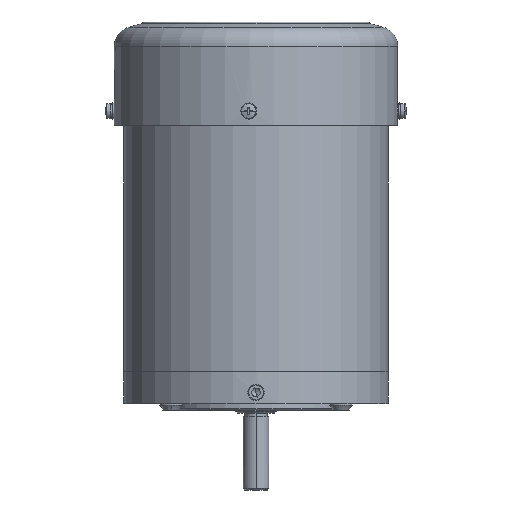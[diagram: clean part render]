
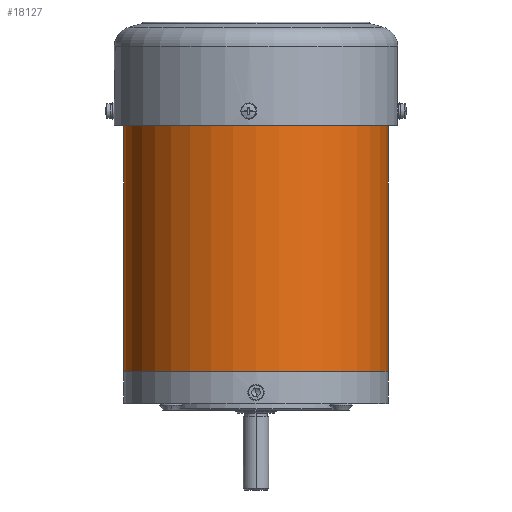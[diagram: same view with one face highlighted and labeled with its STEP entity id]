
A CAD part, front view. The second image highlights one B-rep face of the part: STEP entity #18127.
In plain terms, the highlighted cylindrical face has radius 82 mm (diameter 164 mm), a partial arc.
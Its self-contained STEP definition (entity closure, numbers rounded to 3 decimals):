
#67 = LINE ( 'NONE', #13650, #27509 ) ;
#3050 = CIRCLE ( 'NONE', #41205, 82. ) ;
#4131 = VERTEX_POINT ( 'NONE', #45452 ) ;
#5959 = EDGE_CURVE ( 'NONE', #36745, #46064, #3050, .T. ) ;
#11452 = DIRECTION ( 'NONE',  ( 0., 0., 1. ) ) ;
#13650 = CARTESIAN_POINT ( 'NONE',  ( -82., 0., 155. ) ) ;
#14052 = DIRECTION ( 'NONE',  ( 0., 0., 1. ) ) ;
#14341 = CARTESIAN_POINT ( 'NONE',  ( 82., 0., 155. ) ) ;
#14868 = ORIENTED_EDGE ( 'NONE', *, *, #36170, .F. ) ;
#15508 = EDGE_CURVE ( 'NONE', #19740, #4131, #34075, .T. ) ;
#16352 = CARTESIAN_POINT ( 'NONE',  ( 0., 0., 155. ) ) ;
#18127 = ADVANCED_FACE ( 'NONE', ( #24289 ), #23154, .T. ) ;
#19740 = VERTEX_POINT ( 'NONE', #37989 ) ;
#20976 = ORIENTED_EDGE ( 'NONE', *, *, #15508, .F. ) ;
#21969 = AXIS2_PLACEMENT_3D ( 'NONE', #16352, #34334, #37826 ) ;
#22575 = EDGE_CURVE ( 'NONE', #19740, #36745, #67, .T. ) ;
#23154 = CYLINDRICAL_SURFACE ( 'NONE', #21969, 82. ) ;
#23708 = ORIENTED_EDGE ( 'NONE', *, *, #22575, .T. ) ;
#24038 = LINE ( 'NONE', #14341, #41983 ) ;
#24289 = FACE_OUTER_BOUND ( 'NONE', #25005, .T. ) ;
#25005 = EDGE_LOOP ( 'NONE', ( #14868, #20976, #23708, #44903 ) ) ;
#27509 = VECTOR ( 'NONE', #38558, 1000. ) ;
#32884 = CARTESIAN_POINT ( 'NONE',  ( 0., 0., 0. ) ) ;
#33265 = CARTESIAN_POINT ( 'NONE',  ( -82., 0., 0. ) ) ;
#34075 = CIRCLE ( 'NONE', #34255, 82. ) ;
#34255 = AXIS2_PLACEMENT_3D ( 'NONE', #35504, #14052, #39119 ) ;
#34334 = DIRECTION ( 'NONE',  ( 0., 0., -1. ) ) ;
#34758 = CARTESIAN_POINT ( 'NONE',  ( 82., 0., 0. ) ) ;
#35504 = CARTESIAN_POINT ( 'NONE',  ( 0., 0., 155. ) ) ;
#35806 = DIRECTION ( 'NONE',  ( 0., 0., -1. ) ) ;
#36170 = EDGE_CURVE ( 'NONE', #4131, #46064, #24038, .T. ) ;
#36501 = DIRECTION ( 'NONE',  ( 1., 0., 0. ) ) ;
#36745 = VERTEX_POINT ( 'NONE', #33265 ) ;
#37826 = DIRECTION ( 'NONE',  ( -1., 0., 0. ) ) ;
#37989 = CARTESIAN_POINT ( 'NONE',  ( -82., 0., 155. ) ) ;
#38558 = DIRECTION ( 'NONE',  ( 0., 0., -1. ) ) ;
#39119 = DIRECTION ( 'NONE',  ( 1., 0., 0. ) ) ;
#41205 = AXIS2_PLACEMENT_3D ( 'NONE', #32884, #11452, #36501 ) ;
#41983 = VECTOR ( 'NONE', #35806, 1000. ) ;
#44903 = ORIENTED_EDGE ( 'NONE', *, *, #5959, .T. ) ;
#45452 = CARTESIAN_POINT ( 'NONE',  ( 82., 0., 155. ) ) ;
#46064 = VERTEX_POINT ( 'NONE', #34758 ) ;
